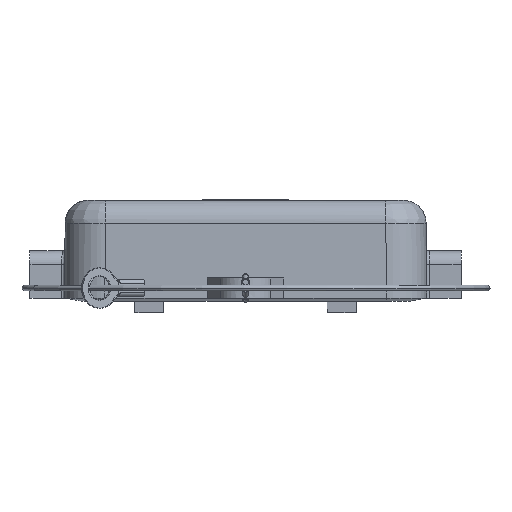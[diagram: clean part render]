
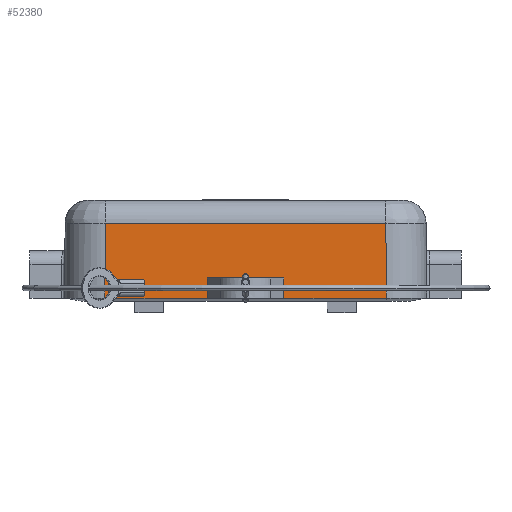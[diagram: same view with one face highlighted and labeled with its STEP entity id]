
A CAD part, front view. The second image highlights one B-rep face of the part: STEP entity #52380.
In plain terms, the highlighted face is planar.
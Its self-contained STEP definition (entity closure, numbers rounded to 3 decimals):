
#5690=CARTESIAN_POINT('',(21.749,24.111,
22.996));
#5700=VERTEX_POINT('',#5690);
#5730=CARTESIAN_POINT('',(21.753,23.661,
22.999));
#5740=DIRECTION('',(0.009,-1.,
0.009));
#5750=VECTOR('',#5740,1.);
#5760=LINE('',#5730,#5750);
#5770=CARTESIAN_POINT('',(21.636,37.135,
22.882));
#5780=VERTEX_POINT('',#5770);
#5790=EDGE_CURVE('',#5780,#5700,#5760,.T.);
#6150=CARTESIAN_POINT('',(-9.389,24.111,
22.996));
#6160=VERTEX_POINT('',#6150);
#6320=CARTESIAN_POINT('',(3.896,24.111,
22.996));
#6330=VERTEX_POINT('',#6320);
#14320=CARTESIAN_POINT('',(3.913,27.6,
22.965));
#14330=VERTEX_POINT('',#14320);
#14360=CARTESIAN_POINT('',(3.893,23.6,23.));
#14370=DIRECTION('',(0.005,1.,
-0.009));
#14380=VECTOR('',#14370,1.);
#14390=LINE('',#14360,#14380);
#14400=EDGE_CURVE('',#6330,#14330,#14390,.T.);
#15930=CARTESIAN_POINT('',(-9.386,23.6,23.));
#15940=DIRECTION('',(0.005,-1.,
0.009));
#15950=VECTOR('',#15940,1.);
#15960=LINE('',#15930,#15950);
#15970=CARTESIAN_POINT('',(-9.406,27.6,22.965)
);
#15980=VERTEX_POINT('',#15970);
#15990=EDGE_CURVE('',#15980,#6160,#15960,.T.);
#19760=CARTESIAN_POINT('',(-2.747,27.6,22.965)
);
#19770=DIRECTION('',(-1.,0.,0.));
#19780=VECTOR('',#19770,1.);
#19790=LINE('',#19760,#19780);
#19800=EDGE_CURVE('',#14330,#15980,#19790,.T.);
#37370=CARTESIAN_POINT('',(-27.129,37.135,
22.882));
#37380=VERTEX_POINT('',#37370);
#37410=CARTESIAN_POINT('',(-27.246,23.661,
22.999));
#37420=DIRECTION('',(0.009,1.,
-0.009));
#37430=VECTOR('',#37420,1.);
#37440=LINE('',#37410,#37430);
#37450=CARTESIAN_POINT('',(-27.242,24.111,
22.996));
#37460=VERTEX_POINT('',#37450);
#37470=EDGE_CURVE('',#37460,#37380,#37440,.T.);
#52060=CARTESIAN_POINT('',(27.253,37.135,
22.882));
#52070=DIRECTION('',(1.,0.,0.));
#52080=VECTOR('',#52070,1.);
#52090=LINE('',#52060,#52080);
#52100=EDGE_CURVE('',#37380,#5780,#52090,.T.);
#52170=CARTESIAN_POINT('',(58.753,23.6,23.));
#52180=DIRECTION('',(0.,0.009,
1.));
#52190=DIRECTION('',(-1.,0.,0.));
#52200=AXIS2_PLACEMENT_3D('',#52170,#52180,#52190);
#52210=PLANE('',#52200);
#52220=ORIENTED_EDGE('',*,*,#14400,.F.);
#52230=ORIENTED_EDGE('',*,*,#19800,.F.);
#52240=ORIENTED_EDGE('',*,*,#15990,.F.);
#52250=CARTESIAN_POINT('',(-2.747,24.111,
22.996));
#52260=DIRECTION('',(-1.,0.,0.));
#52270=VECTOR('',#52260,1.);
#52280=LINE('',#52250,#52270);
#52290=EDGE_CURVE('',#6160,#37460,#52280,.T.);
#52300=ORIENTED_EDGE('',*,*,#52290,.F.);
#52310=ORIENTED_EDGE('',*,*,#37470,.F.);
#52320=ORIENTED_EDGE('',*,*,#52100,.F.);
#52330=ORIENTED_EDGE('',*,*,#5790,.F.);
#52340=EDGE_CURVE('',#5700,#6330,#52280,.T.);
#52350=ORIENTED_EDGE('',*,*,#52340,.F.);
#52360=EDGE_LOOP('',(#52350,#52330,#52320,#52310,#52300,#52240,#52230,
#52220));
#52370=FACE_OUTER_BOUND('',#52360,.T.);
#52380=ADVANCED_FACE('',(#52370),#52210,.T.);
